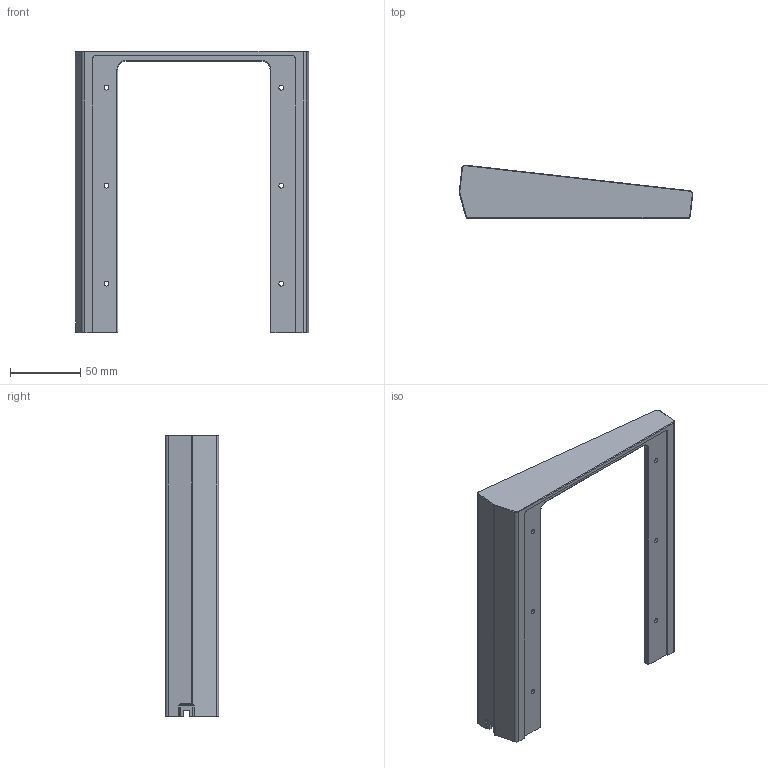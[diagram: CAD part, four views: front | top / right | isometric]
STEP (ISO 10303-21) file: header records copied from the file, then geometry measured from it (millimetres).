
FILE_DESCRIPTION(/* description */ ('Alibre Inc.'),/* implementation_level */ '2;1');
FILE_NAME(/* name */ 'export-AD139841-BC30-4057-92CC-A96351DCCBAD',/* time_stamp */ '2026-01-09T23:40:10-05:00',/* author */ (''),/* organization */ (''),/* preprocessor_version */ 'ST-DEVELOPER v17',/* originating_system */ 'Alibre',/* authorisation */ '');
FILE_SCHEMA (('CONFIG_CONTROL_DESIGN'));
Length unit declared in the file: millimetre
Bounding box: 166.85 x 38.08 x 201 mm (x, y, z)
Volume: 122386.4 mm3; surface area: 62149.7 mm2
Topology: 1 solids, 1 shells, 191 faces, 500 edges, 312 vertices
Faces by surface type: plane 99, cylinder 63, torus 11, cone 11, sphere 5, bspline 2
Full cylindrical faces by diameter (mm): 3.4 x12, 6.2 x6
Entity records: 5779 total; most frequent: CARTESIAN_POINT 1169, ORIENTED_EDGE 930, DIRECTION 858, EDGE_CURVE 465, AXIS2_PLACEMENT_3D 328, VECTOR 307, LINE 307, VERTEX_POINT 306
